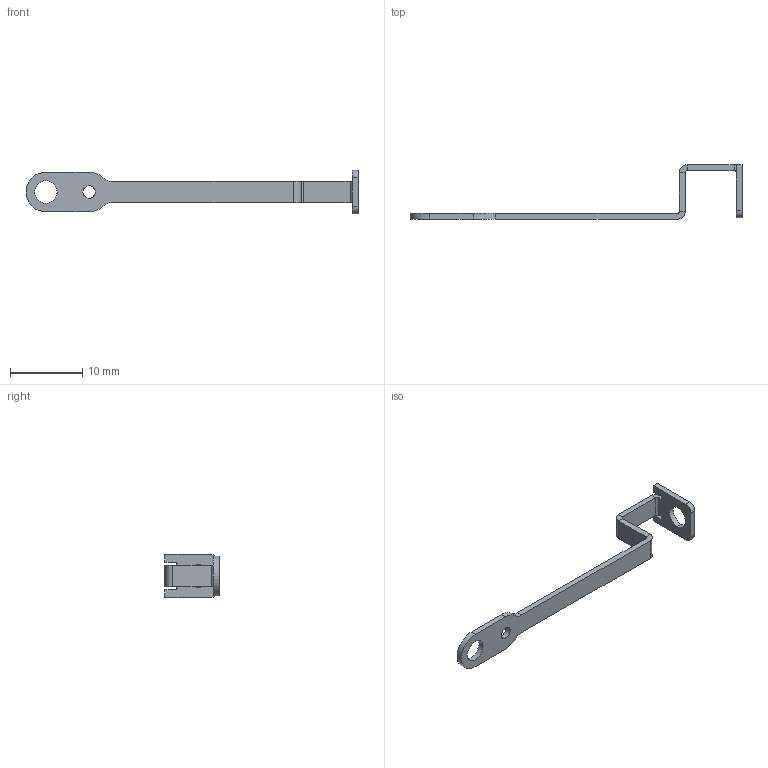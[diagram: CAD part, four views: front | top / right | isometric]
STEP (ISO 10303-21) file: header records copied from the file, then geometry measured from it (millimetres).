
FILE_DESCRIPTION (( 'STEP AP214' ), '1' );
FILE_NAME ('諉華鍼踢璃.STEP', '2021-03-25T11:35:27', ( '' ), ( '' ), 'SwSTEP 2.0', 'SolidWorks 2017', '' );
FILE_SCHEMA (( 'AUTOMOTIVE_DESIGN' ));
Length unit declared in the file: millimetre
Products named in the file (1): 諉華鍼踢璃
Bounding box: 46.05 x 7.55 x 6 mm (x, y, z)
Volume: 160.5 mm3; surface area: 529.6 mm2
Topology: 1 solids, 1 shells, 50 faces, 124 edges, 76 vertices
Faces by surface type: plane 29, cylinder 21
Entity records: 1516 total; most frequent: DIRECTION 268, CARTESIAN_POINT 251, ORIENTED_EDGE 248, EDGE_CURVE 124, AXIS2_PLACEMENT_3D 93, VECTOR 82, LINE 82, VERTEX_POINT 76
